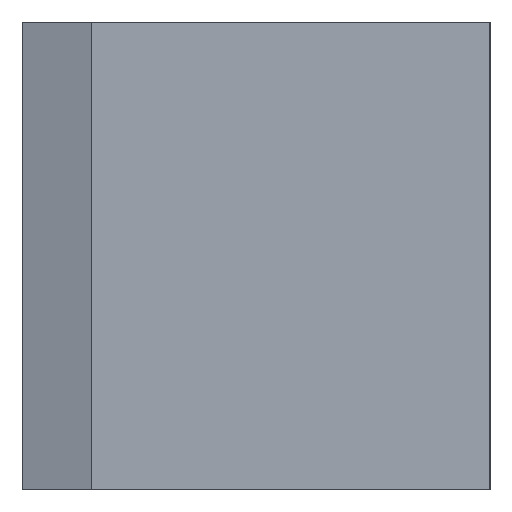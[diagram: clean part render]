
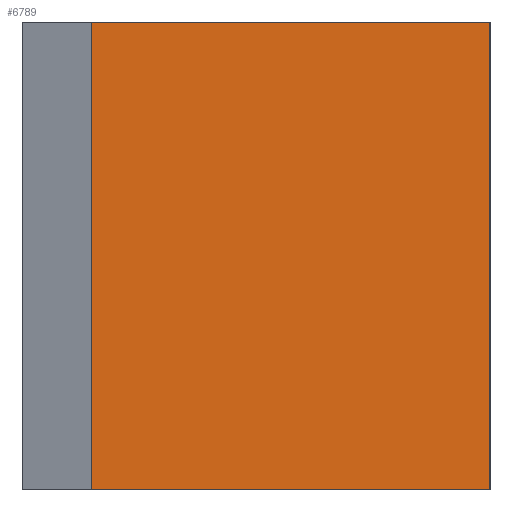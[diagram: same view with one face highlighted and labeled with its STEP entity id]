
A CAD part, left-side view. The second image highlights one B-rep face of the part: STEP entity #6789.
In plain terms, the highlighted planar face has unit normal (-1, 0, 0).
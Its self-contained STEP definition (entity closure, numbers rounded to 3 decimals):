
#1948=ORIENTED_EDGE('',*,*,#2598,.T.);
#1949=ORIENTED_EDGE('',*,*,#2277,.F.);
#1950=ORIENTED_EDGE('',*,*,#1952,.F.);
#1951=ORIENTED_EDGE('',*,*,#1957,.T.);
#1952=EDGE_CURVE('',#2918,#2919,#3562,.T.);
#1957=EDGE_CURVE('',#2918,#2923,#3567,.T.);
#2277=EDGE_CURVE('',#2919,#3242,#3887,.T.);
#2598=EDGE_CURVE('',#2923,#3242,#4208,.T.);
#2918=VERTEX_POINT('',#8746);
#2919=VERTEX_POINT('',#8747);
#2923=VERTEX_POINT('',#8756);
#3242=VERTEX_POINT('',#9397);
#3562=LINE('',#8745,#4528);
#3567=LINE('',#8757,#4533);
#3887=LINE('',#9396,#4853);
#4208=LINE('',#10038,#5174);
#4528=VECTOR('',#7131,1000.);
#4533=VECTOR('',#7138,1000.);
#4853=VECTOR('',#7460,1000.);
#5174=VECTOR('',#7783,1000.);
#5817=EDGE_LOOP('',(#1948,#1949,#1950,#1951));
#6141=FACE_BOUND('',#5817,.T.);
#6465=PLANE('',#7126);
#6789=ADVANCED_FACE('',(#6141),#6465,.T.);
#7126=AXIS2_PLACEMENT_3D('',#10677,#8741,#8742);
#7131=DIRECTION('',(0.,0.,-1.));
#7138=DIRECTION('',(0.,1.,0.));
#7460=DIRECTION('',(0.,1.,0.));
#7783=DIRECTION('',(0.,0.,-1.));
#8741=DIRECTION('',(-1.,0.,0.));
#8742=DIRECTION('',(0.,0.,1.));
#8745=CARTESIAN_POINT('',(0.,0.,4.5));
#8746=CARTESIAN_POINT('',(0.,0.,4.5));
#8747=CARTESIAN_POINT('',(0.,0.,-4.5));
#8756=CARTESIAN_POINT('',(0.,7.666,4.5));
#8757=CARTESIAN_POINT('',(0.,0.,4.5));
#9396=CARTESIAN_POINT('',(0.,0.,-4.5));
#9397=CARTESIAN_POINT('',(0.,7.666,-4.5));
#10038=CARTESIAN_POINT('',(0.,7.666,4.5));
#10677=CARTESIAN_POINT('',(0.,0.,4.5));
